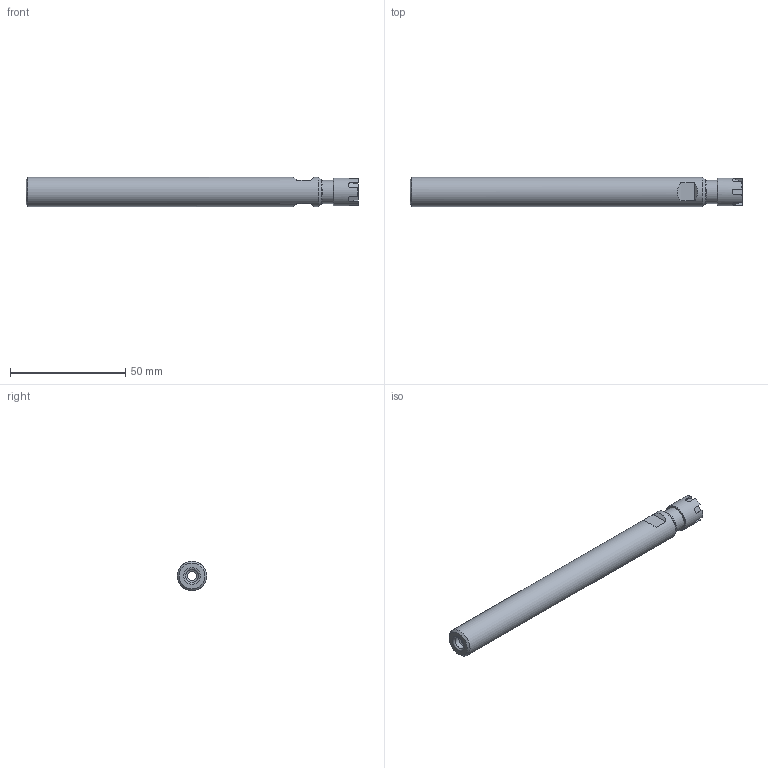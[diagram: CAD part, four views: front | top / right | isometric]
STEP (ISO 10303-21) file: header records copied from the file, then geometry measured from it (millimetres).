
FILE_DESCRIPTION(/* description */ (''),/* implementation_level */ '2;1');
FILE_NAME(/* name */ 'C050-ER8M-0500.stp',/* time_stamp */ '2023-03-31T10:40:41+08:00',/* author */ ('Administrator'),/* organization */ (''),/* preprocessor_version */ 'ST-DEVELOPER v18.1',/* originating_system */ 'Autodesk Inventor 2022',/* authorisation */ '');
FILE_SCHEMA (('AUTOMOTIVE_DESIGN { 1 0 10303 214 3 1 1 }'));
Length unit declared in the file: millimetre
Products named in the file (3): C050-ER8M-0500; C12.7-ER8M-127; 350800000
Assembly tree (2 placements, depth 2):
  C050-ER8M-0500
    C12.7-ER8M-127
    350800000
Bounding box: 144.1 x 12.7 x 12.7 mm (x, y, z)
Volume: 15279.6 mm3; surface area: 8326.5 mm2
Topology: 2 solids, 2 shells, 66 faces, 162 edges, 105 vertices
Faces by surface type: plane 31, cone 18, cylinder 11, torus 6
Full cylindrical faces by diameter (mm): 4 x1, 4.2 x1, 5.2 x2, 5.5 x1, 9 x1, 9.188 x1, 10 x1, 10.3 x1, 12 x1, 12.7 x1
Entity records: 2156 total; most frequent: CARTESIAN_POINT 374, DIRECTION 369, ORIENTED_EDGE 324, EDGE_CURVE 162, AXIS2_PLACEMENT_3D 148, VERTEX_POINT 105, EDGE_LOOP 75, LINE 73
